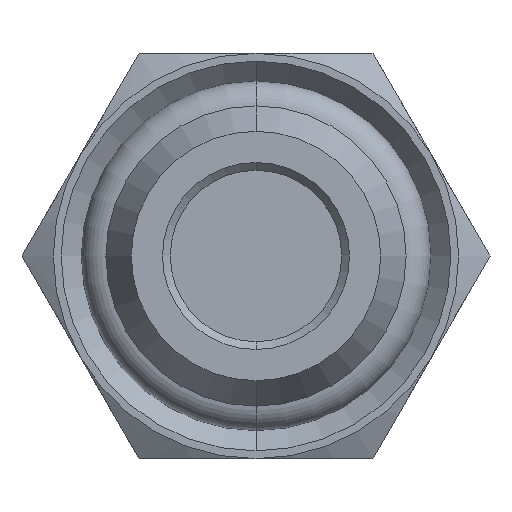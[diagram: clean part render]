
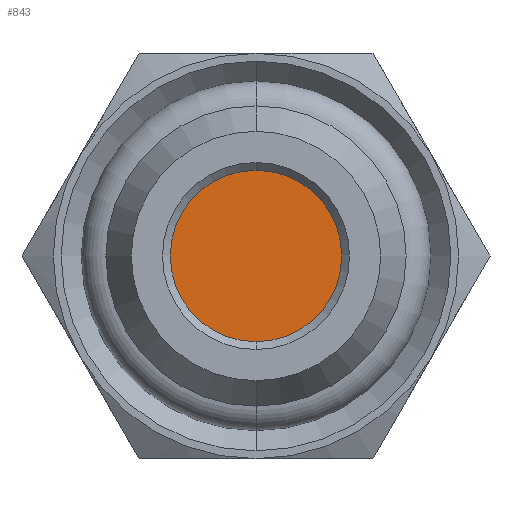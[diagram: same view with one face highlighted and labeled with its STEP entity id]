
A CAD part, front view. The second image highlights one B-rep face of the part: STEP entity #843.
In plain terms, the highlighted planar face has unit normal (0, -1, 0).
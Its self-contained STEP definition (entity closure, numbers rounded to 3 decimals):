
#29=PLANE('',#1801);
#142=FACE_OUTER_BOUND('',#252,.F.);
#252=EDGE_LOOP('',(#460,#461));
#460=ORIENTED_EDGE('',*,*,#1275,.F.);
#461=ORIENTED_EDGE('',*,*,#1274,.F.);
#843=ADVANCED_FACE('',(#142),#29,.T.);
#1165=CIRCLE('',#1679,2.75);
#1166=CIRCLE('',#1680,2.75);
#1274=EDGE_CURVE('',#1621,#1620,#1165,.T.);
#1275=EDGE_CURVE('',#1620,#1621,#1166,.T.);
#1620=VERTEX_POINT('',#2522);
#1621=VERTEX_POINT('',#2523);
#1679=AXIS2_PLACEMENT_3D('',#2552,#1917,#1918);
#1680=AXIS2_PLACEMENT_3D('',#2553,#1919,#1920);
#1801=AXIS2_PLACEMENT_3D('',#3050,#2229,#2230);
#1917=DIRECTION('',(0.,-1.,0.));
#1918=DIRECTION('',(0.,0.,1.));
#1919=DIRECTION('',(0.,-1.,0.));
#1920=DIRECTION('',(0.,0.,-1.));
#2229=DIRECTION('',(0.,-1.,0.));
#2230=DIRECTION('',(0.,0.,-1.));
#2522=CARTESIAN_POINT('',(0.,-13.863,-2.75));
#2523=CARTESIAN_POINT('',(0.,-13.863,2.75));
#2552=CARTESIAN_POINT('',(0.,-13.863,0.));
#2553=CARTESIAN_POINT('',(0.,-13.863,0.));
#3050=CARTESIAN_POINT('',(-2.997,-13.863,3.025));
